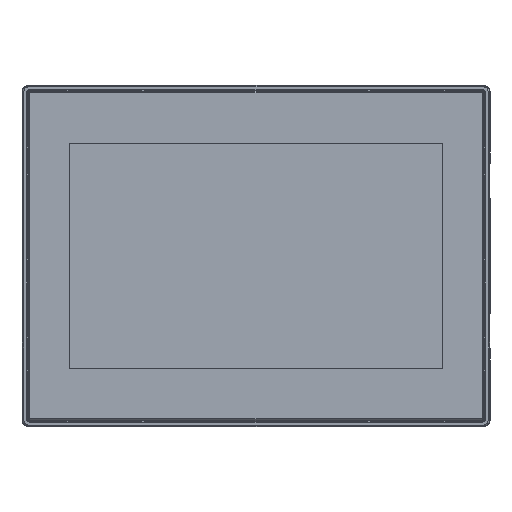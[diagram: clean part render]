
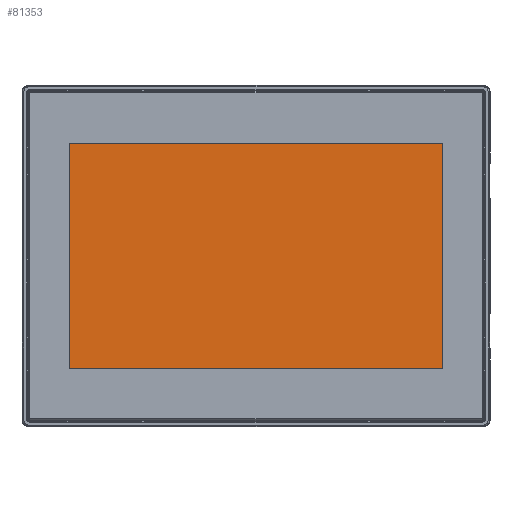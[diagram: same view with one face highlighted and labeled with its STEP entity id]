
A CAD part, top view. The second image highlights one B-rep face of the part: STEP entity #81353.
In plain terms, the highlighted planar face has unit normal (0, 0, 1).
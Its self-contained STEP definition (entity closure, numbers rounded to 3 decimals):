
#260 = FACE_OUTER_BOUND ( 'NONE', #24265, .T. ) ;
#3605 = AXIS2_PLACEMENT_3D ( 'NONE', #16856, #73441, #81874 ) ;
#5479 = VECTOR ( 'NONE', #39357, 1000. ) ;
#6363 = DIRECTION ( 'NONE',  ( 0., 1., 0. ) ) ;
#8599 = PLANE ( 'NONE',  #3605 ) ;
#9658 = VERTEX_POINT ( 'NONE', #85718 ) ;
#14429 = CARTESIAN_POINT ( 'NONE',  ( -54.5, 32.926, 15.87 ) ) ;
#16856 = CARTESIAN_POINT ( 'NONE',  ( 0., 0., 15.87 ) ) ;
#21580 = VERTEX_POINT ( 'NONE', #47574 ) ;
#24265 = EDGE_LOOP ( 'NONE', ( #66307, #51213, #69998, #39339 ) ) ;
#24326 = DIRECTION ( 'NONE',  ( -1., 0., 0. ) ) ;
#29873 = EDGE_CURVE ( 'NONE', #96937, #53665, #76728, .T. ) ;
#31805 = EDGE_CURVE ( 'NONE', #9658, #96937, #40003, .T. ) ;
#39339 = ORIENTED_EDGE ( 'NONE', *, *, #52897, .T. ) ;
#39357 = DIRECTION ( 'NONE',  ( 1., 0., 0. ) ) ;
#40003 = LINE ( 'NONE', #97275, #59033 ) ;
#47574 = CARTESIAN_POINT ( 'NONE',  ( 54.5, -32.874, 15.87 ) ) ;
#51213 = ORIENTED_EDGE ( 'NONE', *, *, #29873, .T. ) ;
#51290 = CARTESIAN_POINT ( 'NONE',  ( -54.5, -32.874, 15.87 ) ) ;
#52691 = VECTOR ( 'NONE', #91497, 1000. ) ;
#52897 = EDGE_CURVE ( 'NONE', #21580, #9658, #97512, .T. ) ;
#53665 = VERTEX_POINT ( 'NONE', #95784 ) ;
#54603 = VECTOR ( 'NONE', #6363, 1000. ) ;
#55652 = EDGE_CURVE ( 'NONE', #53665, #21580, #70514, .T. ) ;
#59033 = VECTOR ( 'NONE', #24326, 1000. ) ;
#66307 = ORIENTED_EDGE ( 'NONE', *, *, #31805, .T. ) ;
#69998 = ORIENTED_EDGE ( 'NONE', *, *, #55652, .T. ) ;
#70514 = LINE ( 'NONE', #86883, #5479 ) ;
#73441 = DIRECTION ( 'NONE',  ( 0., 0., -1. ) ) ;
#76728 = LINE ( 'NONE', #51290, #52691 ) ;
#81353 = ADVANCED_FACE ( 'NONE', ( #260 ), #8599, .F. ) ;
#81874 = DIRECTION ( 'NONE',  ( -1., 0., 0. ) ) ;
#85718 = CARTESIAN_POINT ( 'NONE',  ( 54.5, 32.926, 15.87 ) ) ;
#86883 = CARTESIAN_POINT ( 'NONE',  ( 54.5, -32.874, 15.87 ) ) ;
#91497 = DIRECTION ( 'NONE',  ( 0., -1., 0. ) ) ;
#95784 = CARTESIAN_POINT ( 'NONE',  ( -54.5, -32.874, 15.87 ) ) ;
#96937 = VERTEX_POINT ( 'NONE', #14429 ) ;
#97275 = CARTESIAN_POINT ( 'NONE',  ( -54.5, 32.926, 15.87 ) ) ;
#97512 = LINE ( 'NONE', #103587, #54603 ) ;
#103587 = CARTESIAN_POINT ( 'NONE',  ( 54.5, 32.926, 15.87 ) ) ;
